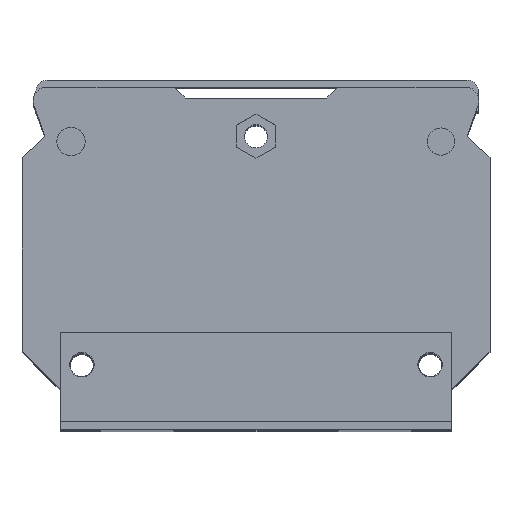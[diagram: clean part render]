
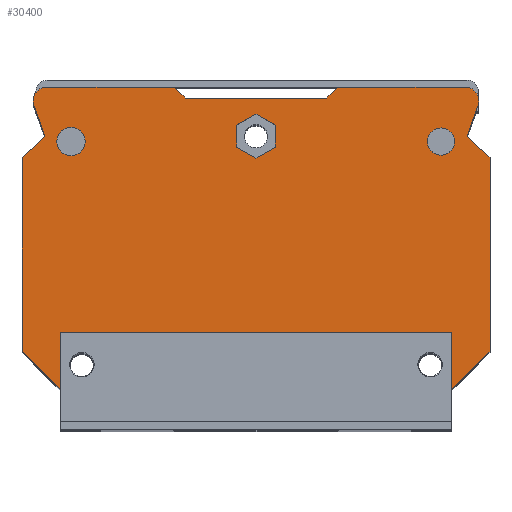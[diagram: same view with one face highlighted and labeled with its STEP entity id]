
A CAD part, top view. The second image highlights one B-rep face of the part: STEP entity #30400.
In plain terms, the highlighted planar face has unit normal (0, 0, 1).
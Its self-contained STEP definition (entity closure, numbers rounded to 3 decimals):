
#258=DIRECTION('',(-1.,0.,0.));
#259=VECTOR('',#258,23.45);
#260=CARTESIAN_POINT('',(28.,63.,-1.5));
#261=LINE('',#260,#259);
#1384=DIRECTION('',(-0.866,-0.5,0.));
#1385=VECTOR('',#1384,4.041);
#1386=CARTESIAN_POINT('',(43.,58.041,-1.5));
#1387=LINE('',#1386,#1385);
#1388=DIRECTION('',(0.866,-0.5,0.));
#1389=VECTOR('',#1388,4.041);
#1390=CARTESIAN_POINT('',(39.5,51.979,-1.5));
#1391=LINE('',#1390,#1389);
#1392=DIRECTION('',(0.866,0.5,0.));
#1393=VECTOR('',#1392,4.041);
#1394=CARTESIAN_POINT('',(43.,49.959,-1.5));
#1395=LINE('',#1394,#1393);
#1396=DIRECTION('',(-0.866,0.5,0.));
#1397=VECTOR('',#1396,4.041);
#1398=CARTESIAN_POINT('',(46.5,56.021,-1.5));
#1399=LINE('',#1398,#1397);
#1400=CARTESIAN_POINT('',(77.,53.,-1.5));
#1401=DIRECTION('',(0.,0.,1.));
#1402=DIRECTION('',(1.,0.,0.));
#1403=AXIS2_PLACEMENT_3D('',#1400,#1401,#1402);
#1405=CARTESIAN_POINT('',(77.,53.,-1.5));
#1406=DIRECTION('',(0.,0.,1.));
#1407=DIRECTION('',(-1.,0.,0.));
#1408=AXIS2_PLACEMENT_3D('',#1405,#1406,#1407);
#1410=CARTESIAN_POINT('',(9.,53.,-1.5));
#1411=DIRECTION('',(0.,0.,1.));
#1412=DIRECTION('',(1.,0.,0.));
#1413=AXIS2_PLACEMENT_3D('',#1410,#1411,#1412);
#1415=CARTESIAN_POINT('',(9.,53.,-1.5));
#1416=DIRECTION('',(0.,0.,1.));
#1417=DIRECTION('',(-1.,0.,0.));
#1418=AXIS2_PLACEMENT_3D('',#1415,#1416,#1417);
#1420=DIRECTION('',(0.,1.,0.));
#1421=VECTOR('',#1420,10.5);
#1422=CARTESIAN_POINT('',(79.,7.5,-1.5));
#1423=LINE('',#1422,#1421);
#1424=DIRECTION('',(-1.,0.,0.));
#1425=VECTOR('',#1424,72.);
#1426=CARTESIAN_POINT('',(79.,18.,-1.5));
#1427=LINE('',#1426,#1425);
#1428=DIRECTION('',(0.,1.,0.));
#1429=VECTOR('',#1428,10.5);
#1430=CARTESIAN_POINT('',(7.,7.5,-1.5));
#1431=LINE('',#1430,#1429);
#1432=DIRECTION('',(-0.707,0.707,0.));
#1433=VECTOR('',#1432,9.899);
#1434=CARTESIAN_POINT('',(7.,7.5,-1.5));
#1435=LINE('',#1434,#1433);
#1436=DIRECTION('',(0.724,0.69,0.));
#1437=VECTOR('',#1436,5.8);
#1438=CARTESIAN_POINT('',(0.,50.,-1.5));
#1439=LINE('',#1438,#1437);
#1440=DIRECTION('',(-0.334,0.943,0.));
#1441=VECTOR('',#1440,6.01);
#1442=CARTESIAN_POINT('',(4.2,54.,-1.5));
#1443=LINE('',#1442,#1441);
#1444=CARTESIAN_POINT('',(4.55,60.5,-1.5));
#1445=DIRECTION('',(0.,0.,-1.));
#1446=DIRECTION('',(-0.943,-0.334,0.));
#1447=AXIS2_PLACEMENT_3D('',#1444,#1445,#1446);
#1449=CARTESIAN_POINT('',(4.55,60.5,-1.5));
#1450=DIRECTION('',(0.,0.,-1.));
#1451=DIRECTION('',(-1.,0.,0.));
#1452=AXIS2_PLACEMENT_3D('',#1449,#1450,#1451);
#1454=DIRECTION('',(0.707,-0.707,0.));
#1455=VECTOR('',#1454,2.828);
#1456=CARTESIAN_POINT('',(28.,63.,-1.5));
#1457=LINE('',#1456,#1455);
#1458=DIRECTION('',(0.707,0.707,0.));
#1459=VECTOR('',#1458,2.828);
#1460=CARTESIAN_POINT('',(56.,61.,-1.5));
#1461=LINE('',#1460,#1459);
#1462=CARTESIAN_POINT('',(81.45,60.5,-1.5));
#1463=DIRECTION('',(0.,0.,-1.));
#1464=DIRECTION('',(0.,1.,0.));
#1465=AXIS2_PLACEMENT_3D('',#1462,#1463,#1464);
#1467=CARTESIAN_POINT('',(81.45,60.5,-1.5));
#1468=DIRECTION('',(0.,0.,-1.));
#1469=DIRECTION('',(1.,0.,0.));
#1470=AXIS2_PLACEMENT_3D('',#1467,#1468,#1469);
#1472=DIRECTION('',(-0.334,-0.943,0.));
#1473=VECTOR('',#1472,6.008);
#1474=CARTESIAN_POINT('',(83.806,59.663,-1.5));
#1475=LINE('',#1474,#1473);
#1476=DIRECTION('',(0.724,-0.69,0.));
#1477=VECTOR('',#1476,5.8);
#1478=CARTESIAN_POINT('',(81.8,54.,-1.5));
#1479=LINE('',#1478,#1477);
#1480=DIRECTION('',(-0.707,-0.707,0.));
#1481=VECTOR('',#1480,9.899);
#1482=CARTESIAN_POINT('',(86.,14.5,-1.5));
#1483=LINE('',#1482,#1481);
#1484=DIRECTION('',(0.,1.,0.));
#1485=VECTOR('',#1484,4.041);
#1486=CARTESIAN_POINT('',(39.5,51.979,-1.5));
#1487=LINE('',#1486,#1485);
#1504=DIRECTION('',(0.,-1.,0.));
#1505=VECTOR('',#1504,4.041);
#1506=CARTESIAN_POINT('',(46.5,56.021,-1.5));
#1507=LINE('',#1506,#1505);
#2284=DIRECTION('',(0.,1.,0.));
#2285=VECTOR('',#2284,35.5);
#2286=CARTESIAN_POINT('',(86.,14.5,-1.5));
#2287=LINE('',#2286,#2285);
#2376=DIRECTION('',(-1.,0.,0.));
#2377=VECTOR('',#2376,23.45);
#2378=CARTESIAN_POINT('',(81.45,63.,-1.5));
#2379=LINE('',#2378,#2377);
#2468=DIRECTION('',(-1.,0.,0.));
#2469=VECTOR('',#2468,26.);
#2470=CARTESIAN_POINT('',(56.,61.,-1.5));
#2471=LINE('',#2470,#2469);
#22359=DIRECTION('',(0.,-1.,0.));
#22360=VECTOR('',#22359,35.5);
#22361=CARTESIAN_POINT('',(0.,50.,-1.5));
#22362=LINE('',#22361,#22360);
#22834=CARTESIAN_POINT('',(86.,14.5,-1.5));
#22836=VERTEX_POINT('',#22834);
#23930=CARTESIAN_POINT('',(0.,14.5,-1.5));
#23932=VERTEX_POINT('',#23930);
#26383=CARTESIAN_POINT('',(56.,61.,-1.5));
#26384=CARTESIAN_POINT('',(58.,63.,-1.5));
#26385=VERTEX_POINT('',#26383);
#26386=VERTEX_POINT('',#26384);
#26387=CARTESIAN_POINT('',(81.45,63.,-1.5));
#26388=VERTEX_POINT('',#26387);
#26389=CARTESIAN_POINT('',(83.95,60.5,-1.5));
#26390=VERTEX_POINT('',#26389);
#26391=CARTESIAN_POINT('',(83.806,59.663,-1.5));
#26392=VERTEX_POINT('',#26391);
#26393=CARTESIAN_POINT('',(81.8,54.,-1.5));
#26394=VERTEX_POINT('',#26393);
#26395=CARTESIAN_POINT('',(86.,50.,-1.5));
#26396=VERTEX_POINT('',#26395);
#26397=CARTESIAN_POINT('',(0.,50.,-1.5));
#26398=VERTEX_POINT('',#26397);
#26399=CARTESIAN_POINT('',(4.2,54.,-1.5));
#26400=VERTEX_POINT('',#26399);
#26401=CARTESIAN_POINT('',(2.193,59.665,-1.5));
#26402=VERTEX_POINT('',#26401);
#26403=CARTESIAN_POINT('',(2.05,60.5,-1.5));
#26404=VERTEX_POINT('',#26403);
#26405=CARTESIAN_POINT('',(4.55,63.,-1.5));
#26406=VERTEX_POINT('',#26405);
#26407=CARTESIAN_POINT('',(28.,63.,-1.5));
#26408=CARTESIAN_POINT('',(30.,61.,-1.5));
#26409=VERTEX_POINT('',#26407);
#26410=VERTEX_POINT('',#26408);
#26411=CARTESIAN_POINT('',(43.,58.041,-1.5));
#26412=CARTESIAN_POINT('',(39.5,56.021,-1.5));
#26413=VERTEX_POINT('',#26411);
#26414=VERTEX_POINT('',#26412);
#26415=CARTESIAN_POINT('',(39.5,51.979,-1.5));
#26416=VERTEX_POINT('',#26415);
#26417=CARTESIAN_POINT('',(43.,49.959,-1.5));
#26418=VERTEX_POINT('',#26417);
#26419=CARTESIAN_POINT('',(46.5,51.979,-1.5));
#26420=VERTEX_POINT('',#26419);
#26421=CARTESIAN_POINT('',(46.5,56.021,-1.5));
#26422=VERTEX_POINT('',#26421);
#26423=CARTESIAN_POINT('',(79.5,53.,-1.5));
#26424=CARTESIAN_POINT('',(74.5,53.,-1.5));
#26425=VERTEX_POINT('',#26423);
#26426=VERTEX_POINT('',#26424);
#26427=CARTESIAN_POINT('',(11.6,53.,-1.5));
#26428=CARTESIAN_POINT('',(6.4,53.,-1.5));
#26429=VERTEX_POINT('',#26427);
#26430=VERTEX_POINT('',#26428);
#28390=CARTESIAN_POINT('',(79.,7.5,-1.5));
#28392=VERTEX_POINT('',#28390);
#28394=CARTESIAN_POINT('',(7.,7.5,-1.5));
#28396=VERTEX_POINT('',#28394);
#28441=CARTESIAN_POINT('',(79.,18.,-1.5));
#28442=VERTEX_POINT('',#28441);
#28443=CARTESIAN_POINT('',(7.,18.,-1.5));
#28444=VERTEX_POINT('',#28443);
#30330=CARTESIAN_POINT('',(43.,31.5,-1.5));
#30331=DIRECTION('',(0.,0.,1.));
#30332=DIRECTION('',(-1.,0.,0.));
#30333=AXIS2_PLACEMENT_3D('',#30330,#30331,#30332);
#30334=PLANE('',#30333);
#30336=ORIENTED_EDGE('',*,*,#30335,.T.);
#30338=ORIENTED_EDGE('',*,*,#30337,.T.);
#30340=ORIENTED_EDGE('',*,*,#30339,.F.);
#30341=ORIENTED_EDGE('',*,*,#29409,.T.);
#30343=ORIENTED_EDGE('',*,*,#30342,.F.);
#30345=ORIENTED_EDGE('',*,*,#30344,.T.);
#30347=ORIENTED_EDGE('',*,*,#30346,.T.);
#30349=ORIENTED_EDGE('',*,*,#30348,.T.);
#30351=ORIENTED_EDGE('',*,*,#30350,.T.);
#30352=ORIENTED_EDGE('',*,*,#28819,.F.);
#30354=ORIENTED_EDGE('',*,*,#30353,.T.);
#30356=ORIENTED_EDGE('',*,*,#30355,.F.);
#30358=ORIENTED_EDGE('',*,*,#30357,.T.);
#30360=ORIENTED_EDGE('',*,*,#30359,.F.);
#30362=ORIENTED_EDGE('',*,*,#30361,.T.);
#30364=ORIENTED_EDGE('',*,*,#30363,.T.);
#30366=ORIENTED_EDGE('',*,*,#30365,.T.);
#30368=ORIENTED_EDGE('',*,*,#30367,.T.);
#30370=ORIENTED_EDGE('',*,*,#30369,.F.);
#30372=ORIENTED_EDGE('',*,*,#30371,.T.);
#30373=EDGE_LOOP('',(#30336,#30338,#30340,#30341,#30343,#30345,#30347,#30349,
#30351,#30352,#30354,#30356,#30358,#30360,#30362,#30364,#30366,#30368,#30370,
#30372));
#30374=FACE_OUTER_BOUND('',#30373,.F.);
#30376=ORIENTED_EDGE('',*,*,#30375,.T.);
#30378=ORIENTED_EDGE('',*,*,#30377,.T.);
#30379=EDGE_LOOP('',(#30376,#30378));
#30380=FACE_BOUND('',#30379,.F.);
#30382=ORIENTED_EDGE('',*,*,#30381,.T.);
#30384=ORIENTED_EDGE('',*,*,#30383,.T.);
#30385=EDGE_LOOP('',(#30382,#30384));
#30386=FACE_BOUND('',#30385,.F.);
#30387=ORIENTED_EDGE('',*,*,#30320,.T.);
#30389=ORIENTED_EDGE('',*,*,#30388,.F.);
#30391=ORIENTED_EDGE('',*,*,#30390,.T.);
#30393=ORIENTED_EDGE('',*,*,#30392,.T.);
#30395=ORIENTED_EDGE('',*,*,#30394,.F.);
#30397=ORIENTED_EDGE('',*,*,#30396,.T.);
#30398=EDGE_LOOP('',(#30387,#30389,#30391,#30393,#30395,#30397));
#30399=FACE_BOUND('',#30398,.F.);
#1404=CIRCLE('',#1403,2.5);
#1409=CIRCLE('',#1408,2.5);
#1414=CIRCLE('',#1413,2.6);
#1419=CIRCLE('',#1418,2.6);
#1448=CIRCLE('',#1447,2.5);
#1453=CIRCLE('',#1452,2.5);
#1466=CIRCLE('',#1465,2.5);
#1471=CIRCLE('',#1470,2.5);
#28819=EDGE_CURVE('',#26409,#26406,#261,.T.);
#29409=EDGE_CURVE('',#28396,#23932,#1435,.T.);
#30320=EDGE_CURVE('',#26413,#26414,#1387,.T.);
#30335=EDGE_CURVE('',#28392,#28442,#1423,.T.);
#30337=EDGE_CURVE('',#28442,#28444,#1427,.T.);
#30339=EDGE_CURVE('',#28396,#28444,#1431,.T.);
#30342=EDGE_CURVE('',#26398,#23932,#22362,.T.);
#30344=EDGE_CURVE('',#26398,#26400,#1439,.T.);
#30346=EDGE_CURVE('',#26400,#26402,#1443,.T.);
#30348=EDGE_CURVE('',#26402,#26404,#1448,.T.);
#30350=EDGE_CURVE('',#26404,#26406,#1453,.T.);
#30353=EDGE_CURVE('',#26409,#26410,#1457,.T.);
#30355=EDGE_CURVE('',#26385,#26410,#2471,.T.);
#30357=EDGE_CURVE('',#26385,#26386,#1461,.T.);
#30359=EDGE_CURVE('',#26388,#26386,#2379,.T.);
#30361=EDGE_CURVE('',#26388,#26390,#1466,.T.);
#30363=EDGE_CURVE('',#26390,#26392,#1471,.T.);
#30365=EDGE_CURVE('',#26392,#26394,#1475,.T.);
#30367=EDGE_CURVE('',#26394,#26396,#1479,.T.);
#30369=EDGE_CURVE('',#22836,#26396,#2287,.T.);
#30371=EDGE_CURVE('',#22836,#28392,#1483,.T.);
#30375=EDGE_CURVE('',#26425,#26426,#1404,.T.);
#30377=EDGE_CURVE('',#26426,#26425,#1409,.T.);
#30381=EDGE_CURVE('',#26429,#26430,#1414,.T.);
#30383=EDGE_CURVE('',#26430,#26429,#1419,.T.);
#30388=EDGE_CURVE('',#26416,#26414,#1487,.T.);
#30390=EDGE_CURVE('',#26416,#26418,#1391,.T.);
#30392=EDGE_CURVE('',#26418,#26420,#1395,.T.);
#30394=EDGE_CURVE('',#26422,#26420,#1507,.T.);
#30396=EDGE_CURVE('',#26422,#26413,#1399,.T.);
#30400=ADVANCED_FACE('',(#30374,#30380,#30386,#30399),#30334,.T.);
